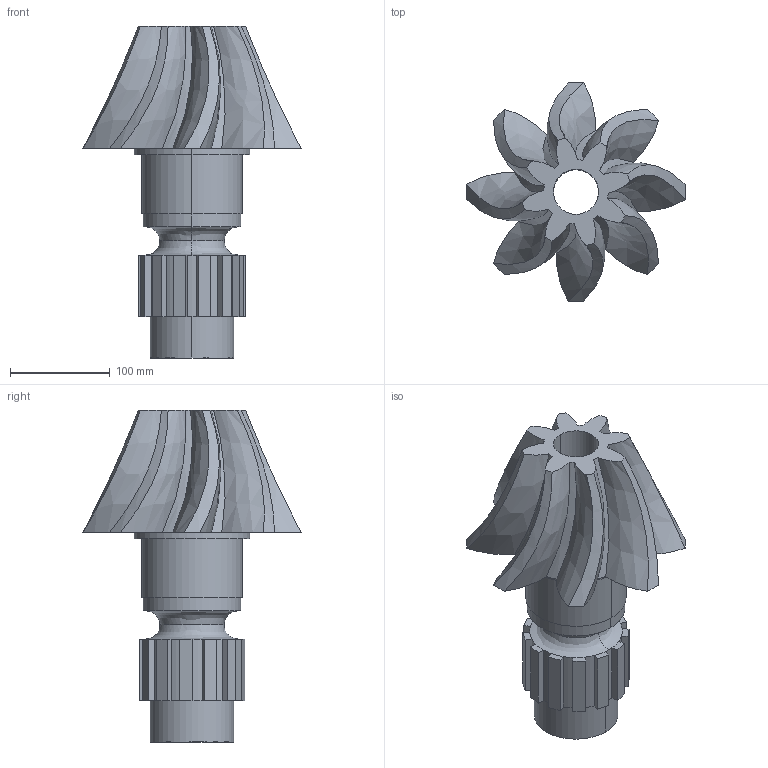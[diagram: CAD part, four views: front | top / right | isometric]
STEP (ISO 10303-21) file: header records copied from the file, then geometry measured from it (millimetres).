
FILE_DESCRIPTION(('FreeCAD Model'),'2;1');
FILE_NAME('Open CASCADE Shape Model','2025-05-08T06:26:36',('FreeCAD'),( 'FreeCAD'),'Open CASCADE STEP processor 7.6','FreeCAD','Unknown');
FILE_SCHEMA(('AUTOMOTIVE_DESIGN { 1 0 10303 214 1 1 1 1 }'));
Length unit declared in the file: millimetre
Products named in the file (1): Open CASCADE STEP translator 7.6 1
Bounding box: 218.37 x 218.37 x 332.24 mm (x, y, z)
Volume: 2647298.5 mm3; surface area: 248701.1 mm2
Topology: 1 solids, 1 shells, 118 faces, 305 edges, 194 vertices
Faces by surface type: bspline 118
Entity records: 4225 total; most frequent: CARTESIAN_POINT 2452, ORIENTED_EDGE 610, EDGE_CURVE 305, VERTEX_POINT 194, B_SPLINE_CURVE_WITH_KNOTS 188, FACE_BOUND 125, EDGE_LOOP 125, ADVANCED_FACE 118
